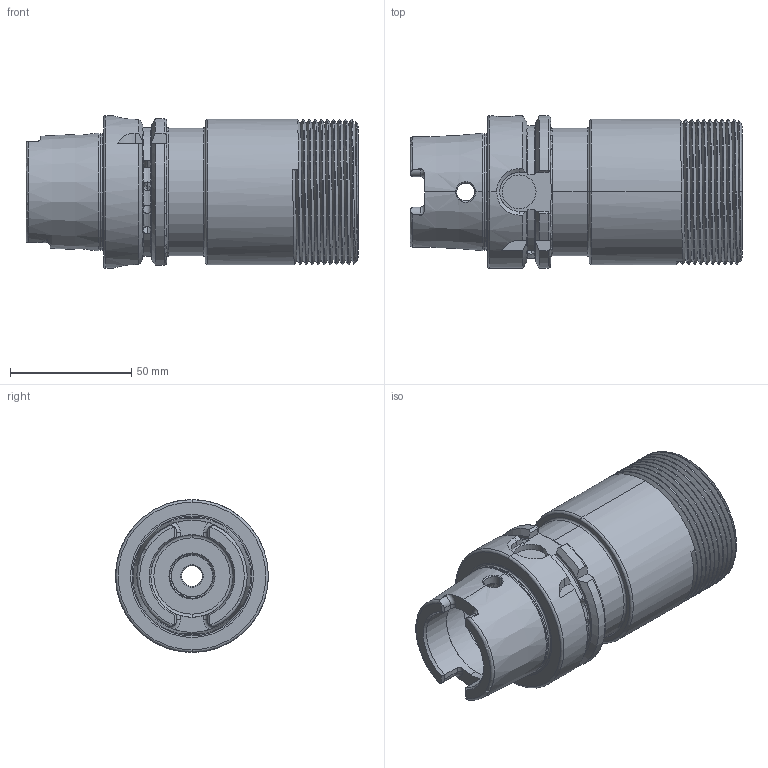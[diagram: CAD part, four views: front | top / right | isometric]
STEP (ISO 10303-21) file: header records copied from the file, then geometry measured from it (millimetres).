
FILE_DESCRIPTION (( 'STEP AP203' ), '1' );
FILE_NAME ('A63.01.32.STEP', '2016-08-31T05:42:49', ( '' ), ( '' ), 'SwSTEP 2.0', 'SolidWorks 2012', '' );
FILE_SCHEMA (( 'CONFIG_CONTROL_DESIGN' ));
Length unit declared in the file: millimetre
Products named in the file (1): A63.01.32
Bounding box: 137 x 63 x 63 mm (x, y, z)
Volume: 219124 mm3; surface area: 50185.1 mm2
Topology: 1 solids, 1 shells, 267 faces, 722 edges, 453 vertices
Faces by surface type: cylinder 113, plane 61, torus 38, cone 37, bspline 18
Entity records: 23467 total; most frequent: CARTESIAN_POINT 17347, ORIENTED_EDGE 1424, DIRECTION 1106, EDGE_CURVE 712, VERTEX_POINT 453, AXIS2_PLACEMENT_3D 442, EDGE_LOOP 279, FACE_OUTER_BOUND 267
